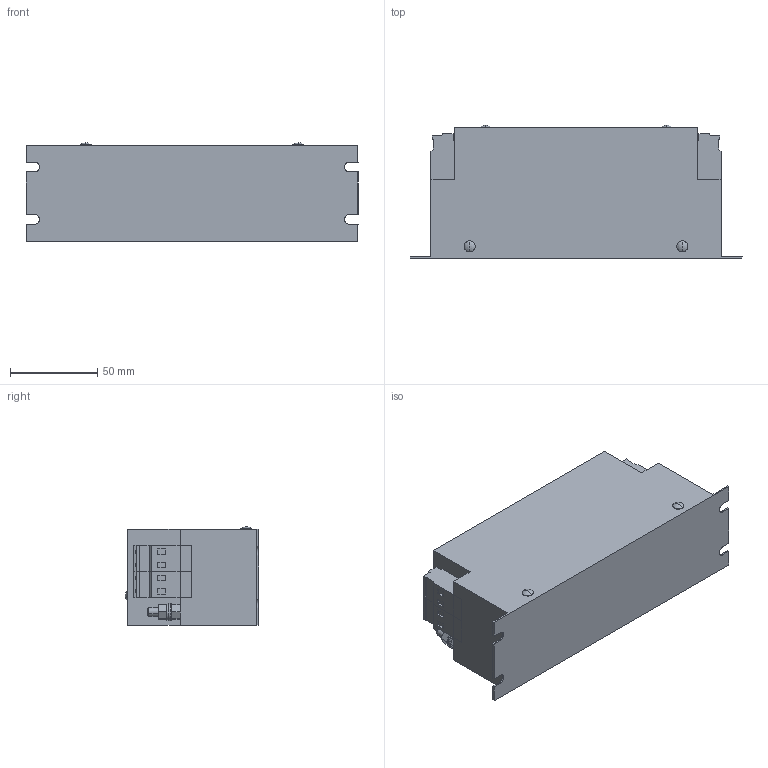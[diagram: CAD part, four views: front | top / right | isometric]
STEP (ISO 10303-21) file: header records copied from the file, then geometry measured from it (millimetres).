
FILE_DESCRIPTION (( 'STEP AP214' ), '1' );
FILE_NAME ('194686.STEP', '2023-11-15T12:14:33', ( '' ), ( '' ), 'SwSTEP 2.0', 'SolidWorks 2022', '' );
FILE_SCHEMA (( 'AUTOMOTIVE_DESIGN' ));
Length unit declared in the file: millimetre
Products named in the file (1): 194686
Bounding box: 190 x 76.37 x 56.37 mm (x, y, z)
Volume: 663296.4 mm3; surface area: 55526.4 mm2
Topology: 1 solids, 1 shells, 307 faces, 746 edges, 480 vertices
Faces by surface type: plane 235, cylinder 56, sphere 8, cone 4, torus 4
Entity records: 8950 total; most frequent: CARTESIAN_POINT 1574, DIRECTION 1514, ORIENTED_EDGE 1492, EDGE_CURVE 746, VECTOR 578, LINE 578, VERTEX_POINT 480, AXIS2_PLACEMENT_3D 468
